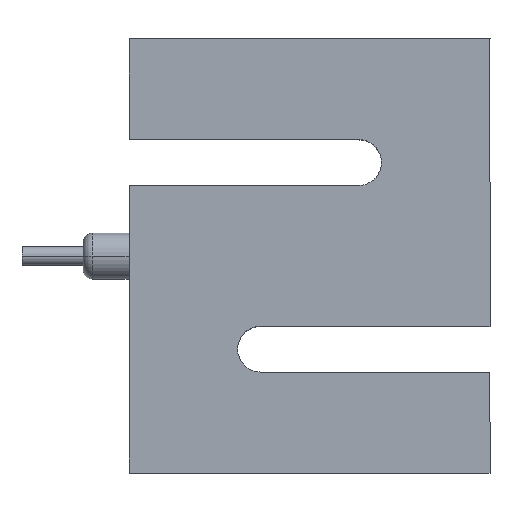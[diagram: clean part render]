
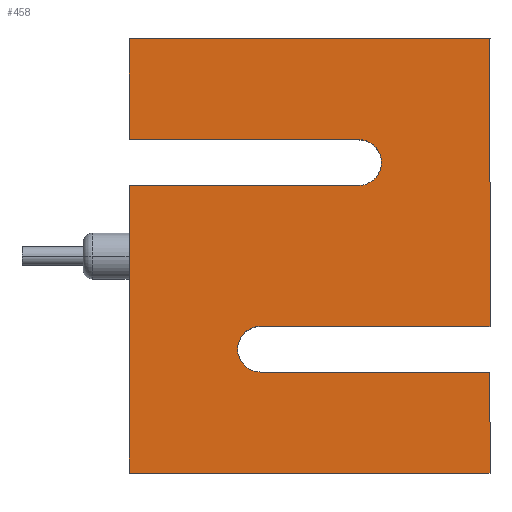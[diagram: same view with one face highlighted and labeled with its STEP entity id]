
A CAD part, top view. The second image highlights one B-rep face of the part: STEP entity #458.
In plain terms, the highlighted planar face has unit normal (0, 0, 1).
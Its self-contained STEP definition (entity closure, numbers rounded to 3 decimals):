
#8 = CARTESIAN_POINT ( 'NONE',  ( 59., 71., 28. ) ) ;
#25 = VERTEX_POINT ( 'NONE', #594 ) ;
#35 = ORIENTED_EDGE ( 'NONE', *, *, #708, .T. ) ;
#37 = DIRECTION ( 'NONE',  ( 0., 0., -1. ) ) ;
#55 = EDGE_LOOP ( 'NONE', ( #575, #835, #314, #60, #354, #452, #35, #727, #655, #400, #147, #623, #68 ) ) ;
#56 = CARTESIAN_POINT ( 'NONE',  ( 59., -38., 28. ) ) ;
#60 = ORIENTED_EDGE ( 'NONE', *, *, #149, .T. ) ;
#65 = DIRECTION ( 'NONE',  ( -1., 0., 0. ) ) ;
#68 = ORIENTED_EDGE ( 'NONE', *, *, #840, .T. ) ;
#82 = CARTESIAN_POINT ( 'NONE',  ( -16., -30.5, 28. ) ) ;
#87 = AXIS2_PLACEMENT_3D ( 'NONE', #317, #37, #597 ) ;
#102 = EDGE_CURVE ( 'NONE', #793, #393, #732, .T. ) ;
#107 = FACE_OUTER_BOUND ( 'NONE', #55, .T. ) ;
#108 = DIRECTION ( 'NONE',  ( 0., 0., -1. ) ) ;
#115 = DIRECTION ( 'NONE',  ( -1., 0., 0. ) ) ;
#117 = CARTESIAN_POINT ( 'NONE',  ( 16., 38., 28. ) ) ;
#122 = CARTESIAN_POINT ( 'NONE',  ( 59., -71., 28. ) ) ;
#131 = DIRECTION ( 'NONE',  ( 0., 1., 0. ) ) ;
#134 = VECTOR ( 'NONE', #588, 1000. ) ;
#146 = VECTOR ( 'NONE', #315, 1000. ) ;
#147 = ORIENTED_EDGE ( 'NONE', *, *, #102, .T. ) ;
#149 = EDGE_CURVE ( 'NONE', #801, #25, #489, .T. ) ;
#156 = DIRECTION ( 'NONE',  ( 0., 0., -1. ) ) ;
#157 = LINE ( 'NONE', #774, #779 ) ;
#159 = DIRECTION ( 'NONE',  ( 1., 0., 0. ) ) ;
#174 = EDGE_CURVE ( 'NONE', #514, #454, #303, .T. ) ;
#184 = VERTEX_POINT ( 'NONE', #712 ) ;
#196 = CIRCLE ( 'NONE', #745, 7.5 ) ;
#201 = CARTESIAN_POINT ( 'NONE',  ( 59., -23., 28. ) ) ;
#220 = EDGE_CURVE ( 'NONE', #571, #386, #872, .T. ) ;
#228 = VECTOR ( 'NONE', #131, 1000. ) ;
#233 = VECTOR ( 'NONE', #468, 1000. ) ;
#235 = DIRECTION ( 'NONE',  ( 0., 1., 0. ) ) ;
#245 = CARTESIAN_POINT ( 'NONE',  ( -16., -23., 28. ) ) ;
#250 = CARTESIAN_POINT ( 'NONE',  ( -16., -30.5, 28. ) ) ;
#259 = EDGE_CURVE ( 'NONE', #577, #617, #196, .T. ) ;
#281 = DIRECTION ( 'NONE',  ( 0., 0., 1. ) ) ;
#303 = LINE ( 'NONE', #479, #228 ) ;
#309 = LINE ( 'NONE', #521, #134 ) ;
#312 = CARTESIAN_POINT ( 'NONE',  ( -16., -38., 28. ) ) ;
#314 = ORIENTED_EDGE ( 'NONE', *, *, #848, .T. ) ;
#315 = DIRECTION ( 'NONE',  ( 1., 0., 0. ) ) ;
#317 = CARTESIAN_POINT ( 'NONE',  ( 16., 30.5, 28. ) ) ;
#326 = CIRCLE ( 'NONE', #757, 7.5 ) ;
#333 = EDGE_CURVE ( 'NONE', #695, #577, #326, .T. ) ;
#339 = PLANE ( 'NONE',  #434 ) ;
#341 = VECTOR ( 'NONE', #159, 1000. ) ;
#346 = DIRECTION ( 'NONE',  ( 1., 0., 0. ) ) ;
#347 = VECTOR ( 'NONE', #235, 1000. ) ;
#354 = ORIENTED_EDGE ( 'NONE', *, *, #406, .T. ) ;
#359 = LINE ( 'NONE', #647, #146 ) ;
#360 = CARTESIAN_POINT ( 'NONE',  ( 59., -71., 28. ) ) ;
#386 = VERTEX_POINT ( 'NONE', #761 ) ;
#393 = VERTEX_POINT ( 'NONE', #8 ) ;
#400 = ORIENTED_EDGE ( 'NONE', *, *, #460, .T. ) ;
#406 = EDGE_CURVE ( 'NONE', #25, #514, #646, .T. ) ;
#428 = LINE ( 'NONE', #870, #233 ) ;
#432 = EDGE_CURVE ( 'NONE', #393, #471, #157, .T. ) ;
#434 = AXIS2_PLACEMENT_3D ( 'NONE', #883, #281, #346 ) ;
#452 = ORIENTED_EDGE ( 'NONE', *, *, #174, .T. ) ;
#454 = VERTEX_POINT ( 'NONE', #56 ) ;
#455 = CARTESIAN_POINT ( 'NONE',  ( 59., -23., 28. ) ) ;
#458 = ADVANCED_FACE ( 'NONE', ( #107 ), #339, .T. ) ;
#460 = EDGE_CURVE ( 'NONE', #617, #793, #862, .T. ) ;
#468 = DIRECTION ( 'NONE',  ( 0., -1., 0. ) ) ;
#471 = VERTEX_POINT ( 'NONE', #825 ) ;
#479 = CARTESIAN_POINT ( 'NONE',  ( 59., -38., 28. ) ) ;
#489 = LINE ( 'NONE', #827, #510 ) ;
#510 = VECTOR ( 'NONE', #556, 1000. ) ;
#514 = VERTEX_POINT ( 'NONE', #122 ) ;
#521 = CARTESIAN_POINT ( 'NONE',  ( -16., -38., 28. ) ) ;
#525 = CARTESIAN_POINT ( 'NONE',  ( -59., 23., 28. ) ) ;
#556 = DIRECTION ( 'NONE',  ( 0., -1., 0. ) ) ;
#571 = VERTEX_POINT ( 'NONE', #117 ) ;
#575 = ORIENTED_EDGE ( 'NONE', *, *, #681, .T. ) ;
#577 = VERTEX_POINT ( 'NONE', #667 ) ;
#588 = DIRECTION ( 'NONE',  ( -1., 0., 0. ) ) ;
#594 = CARTESIAN_POINT ( 'NONE',  ( -59., -71., 28. ) ) ;
#597 = DIRECTION ( 'NONE',  ( -1., 0., 0. ) ) ;
#607 = CARTESIAN_POINT ( 'NONE',  ( -59., 23., 28. ) ) ;
#617 = VERTEX_POINT ( 'NONE', #245 ) ;
#623 = ORIENTED_EDGE ( 'NONE', *, *, #432, .T. ) ;
#646 = LINE ( 'NONE', #360, #341 ) ;
#647 = CARTESIAN_POINT ( 'NONE',  ( 16., 38., 28. ) ) ;
#648 = CARTESIAN_POINT ( 'NONE',  ( 59., 71., 28. ) ) ;
#655 = ORIENTED_EDGE ( 'NONE', *, *, #259, .T. ) ;
#662 = VECTOR ( 'NONE', #749, 1000. ) ;
#667 = CARTESIAN_POINT ( 'NONE',  ( -23.5, -30.5, 28. ) ) ;
#681 = EDGE_CURVE ( 'NONE', #184, #571, #359, .T. ) ;
#695 = VERTEX_POINT ( 'NONE', #312 ) ;
#702 = DIRECTION ( 'NONE',  ( 1., 0., 0. ) ) ;
#708 = EDGE_CURVE ( 'NONE', #454, #695, #309, .T. ) ;
#712 = CARTESIAN_POINT ( 'NONE',  ( -59., 38., 28. ) ) ;
#725 = DIRECTION ( 'NONE',  ( 1., 0., 0. ) ) ;
#727 = ORIENTED_EDGE ( 'NONE', *, *, #333, .T. ) ;
#732 = LINE ( 'NONE', #648, #347 ) ;
#745 = AXIS2_PLACEMENT_3D ( 'NONE', #250, #108, #725 ) ;
#749 = DIRECTION ( 'NONE',  ( 1., 0., 0. ) ) ;
#757 = AXIS2_PLACEMENT_3D ( 'NONE', #82, #156, #702 ) ;
#759 = VECTOR ( 'NONE', #115, 1000. ) ;
#761 = CARTESIAN_POINT ( 'NONE',  ( 16., 23., 28. ) ) ;
#774 = CARTESIAN_POINT ( 'NONE',  ( -59., 71., 28. ) ) ;
#779 = VECTOR ( 'NONE', #65, 1000. ) ;
#790 = LINE ( 'NONE', #607, #759 ) ;
#793 = VERTEX_POINT ( 'NONE', #455 ) ;
#801 = VERTEX_POINT ( 'NONE', #525 ) ;
#825 = CARTESIAN_POINT ( 'NONE',  ( -59., 71., 28. ) ) ;
#827 = CARTESIAN_POINT ( 'NONE',  ( -59., -71., 28. ) ) ;
#835 = ORIENTED_EDGE ( 'NONE', *, *, #220, .T. ) ;
#840 = EDGE_CURVE ( 'NONE', #471, #184, #428, .T. ) ;
#848 = EDGE_CURVE ( 'NONE', #386, #801, #790, .T. ) ;
#862 = LINE ( 'NONE', #201, #662 ) ;
#870 = CARTESIAN_POINT ( 'NONE',  ( -59., 38., 28. ) ) ;
#872 = CIRCLE ( 'NONE', #87, 7.5 ) ;
#883 = CARTESIAN_POINT ( 'NONE',  ( -16., -30.5, 28. ) ) ;
